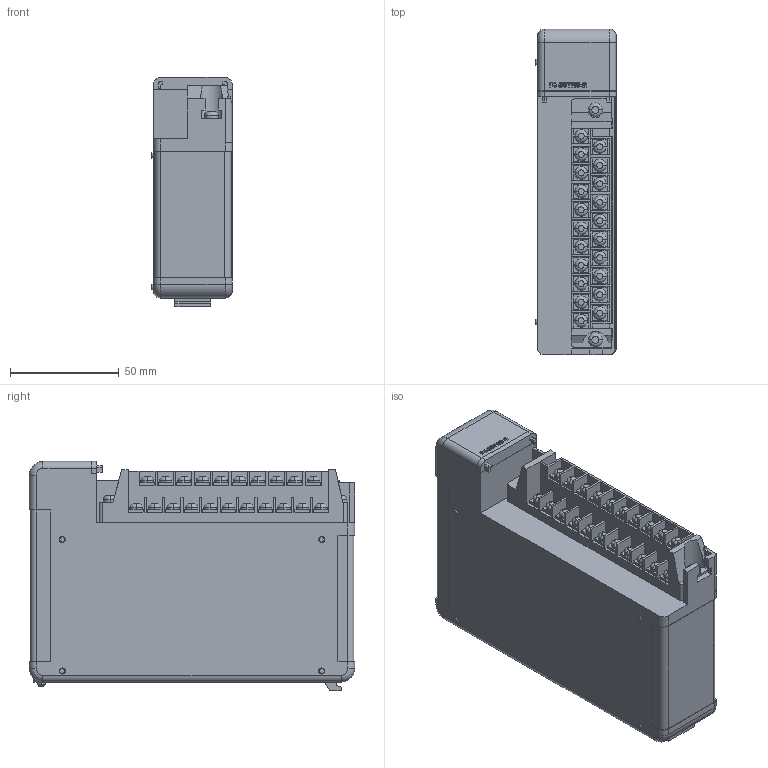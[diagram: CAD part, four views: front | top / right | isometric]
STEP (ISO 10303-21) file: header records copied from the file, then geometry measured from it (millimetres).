
FILE_DESCRIPTION (( 'STEP AP214' ), '1' );
FILE_NAME ('F4-08TRS-2.step', '2014-09-23T18:07:32', ( '' ), ( '' ), 'SwSTEP 2.0', 'SolidWorks 2014', '' );
FILE_SCHEMA (( 'AUTOMOTIVE_DESIGN' ));
Length unit declared in the file: inch
Products named in the file (1): F4-08TRS-2
Bounding box: 36.96 x 149.99 x 105.56 mm (x, y, z)
Volume: 450851.4 mm3; surface area: 56021.5 mm2
Topology: 16 solids, 16 shells, 637 faces, 1591 edges, 1040 vertices
Faces by surface type: plane 425, cylinder 86, bspline 62, torus 54, cone 10
Entity records: 26984 total; most frequent: CARTESIAN_POINT 6581, ORIENTED_EDGE 3182, DIRECTION 2900, EDGE_CURVE 1591, LINE 1172, VECTOR 1172, VERTEX_POINT 1040, AXIS2_PLACEMENT_3D 864
